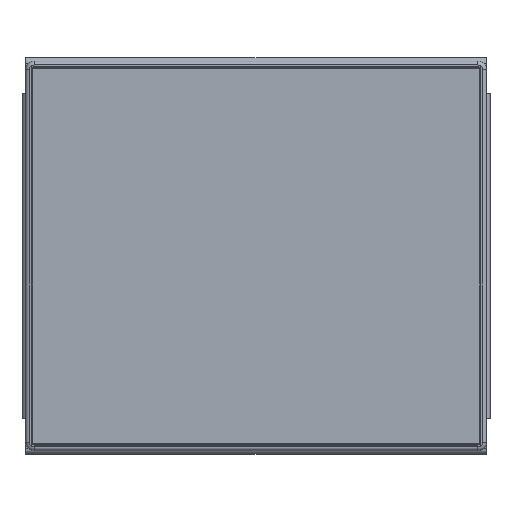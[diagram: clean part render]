
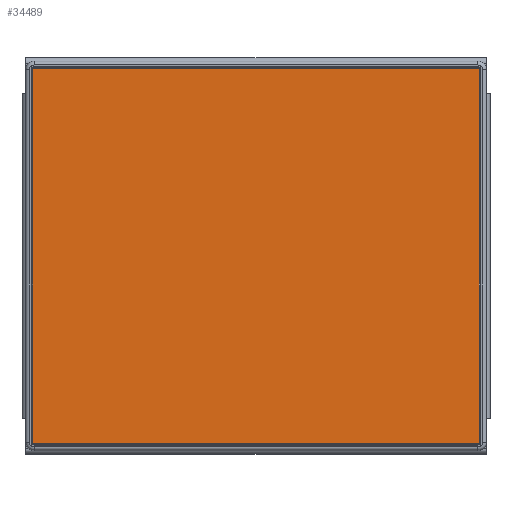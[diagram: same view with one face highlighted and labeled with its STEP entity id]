
A CAD part, top view. The second image highlights one B-rep face of the part: STEP entity #34489.
In plain terms, the highlighted planar face has unit normal (0, 0, 1).
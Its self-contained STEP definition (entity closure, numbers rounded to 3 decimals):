
#2909=CARTESIAN_POINT('',(-233.85,196.25,2.));
#2910=DIRECTION('',(0.,0.,-1.));
#2911=DIRECTION('',(-1.,0.,0.));
#2912=AXIS2_PLACEMENT_3D('',#2909,#2910,#2911);
#2914=CARTESIAN_POINT('',(233.85,196.25,2.));
#2915=DIRECTION('',(0.,0.,-1.));
#2916=DIRECTION('',(0.,1.,0.));
#2917=AXIS2_PLACEMENT_3D('',#2914,#2915,#2916);
#2919=CARTESIAN_POINT('',(233.85,-196.25,2.));
#2920=DIRECTION('',(0.,0.,-1.));
#2921=DIRECTION('',(1.,0.,0.));
#2922=AXIS2_PLACEMENT_3D('',#2919,#2920,#2921);
#2924=CARTESIAN_POINT('',(-233.85,-196.25,2.));
#2925=DIRECTION('',(0.,0.,-1.));
#2926=DIRECTION('',(0.,-1.,0.));
#2927=AXIS2_PLACEMENT_3D('',#2924,#2925,#2926);
#2929=DIRECTION('',(-1.,0.,0.));
#2930=VECTOR('',#2929,467.7);
#2931=CARTESIAN_POINT('',(233.85,197.75,2.));
#2932=LINE('',#2931,#2930);
#2958=DIRECTION('',(0.,1.,0.));
#2959=VECTOR('',#2958,392.5);
#2960=CARTESIAN_POINT('',(235.35,-196.25,2.));
#2961=LINE('',#2960,#2959);
#2987=DIRECTION('',(1.,0.,0.));
#2988=VECTOR('',#2987,467.7);
#2989=CARTESIAN_POINT('',(-233.85,-197.75,
2.));
#2990=LINE('',#2989,#2988);
#3016=DIRECTION('',(0.,-1.,0.));
#3017=VECTOR('',#3016,392.5);
#3018=CARTESIAN_POINT('',(-235.35,196.25,2.));
#3019=LINE('',#3018,#3017);
#26990=CARTESIAN_POINT('',(-235.35,196.25,2.));
#26991=CARTESIAN_POINT('',(-233.85,197.75,2.));
#26992=VERTEX_POINT('',#26990);
#26993=VERTEX_POINT('',#26991);
#26994=CARTESIAN_POINT('',(233.85,197.75,2.));
#26995=VERTEX_POINT('',#26994);
#26996=CARTESIAN_POINT('',(235.35,196.25,2.));
#26997=VERTEX_POINT('',#26996);
#26998=CARTESIAN_POINT('',(235.35,-196.25,
2.));
#26999=VERTEX_POINT('',#26998);
#27000=CARTESIAN_POINT('',(233.85,-197.75,2.));
#27001=VERTEX_POINT('',#27000);
#27002=CARTESIAN_POINT('',(-233.85,-197.75,
2.));
#27003=VERTEX_POINT('',#27002);
#27004=CARTESIAN_POINT('',(-235.35,-196.25,2.));
#27005=VERTEX_POINT('',#27004);
#34467=CARTESIAN_POINT('',(0.,0.,2.));
#34468=DIRECTION('',(0.,0.,1.));
#34469=DIRECTION('',(1.,0.,0.));
#34470=AXIS2_PLACEMENT_3D('',#34467,#34468,#34469);
#34471=PLANE('',#34470);
#34472=ORIENTED_EDGE('',*,*,#34450,.T.);
#34474=ORIENTED_EDGE('',*,*,#34473,.F.);
#34476=ORIENTED_EDGE('',*,*,#34475,.T.);
#34478=ORIENTED_EDGE('',*,*,#34477,.F.);
#34480=ORIENTED_EDGE('',*,*,#34479,.T.);
#34482=ORIENTED_EDGE('',*,*,#34481,.F.);
#34484=ORIENTED_EDGE('',*,*,#34483,.T.);
#34486=ORIENTED_EDGE('',*,*,#34485,.F.);
#34487=EDGE_LOOP('',(#34472,#34474,#34476,#34478,#34480,#34482,#34484,#34486));
#34488=FACE_OUTER_BOUND('',#34487,.F.);
#34489=ADVANCED_FACE('',(#34488),#34471,.T.);
#2913=CIRCLE('',#2912,1.5);
#2918=CIRCLE('',#2917,1.5);
#2923=CIRCLE('',#2922,1.5);
#2928=CIRCLE('',#2927,1.5);
#34450=EDGE_CURVE('',#26992,#26993,#2913,.T.);
#34473=EDGE_CURVE('',#26995,#26993,#2932,.T.);
#34475=EDGE_CURVE('',#26995,#26997,#2918,.T.);
#34477=EDGE_CURVE('',#26999,#26997,#2961,.T.);
#34479=EDGE_CURVE('',#26999,#27001,#2923,.T.);
#34481=EDGE_CURVE('',#27003,#27001,#2990,.T.);
#34483=EDGE_CURVE('',#27003,#27005,#2928,.T.);
#34485=EDGE_CURVE('',#26992,#27005,#3019,.T.);
